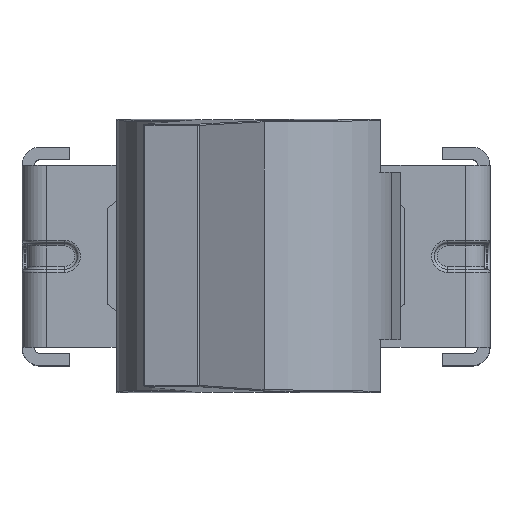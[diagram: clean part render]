
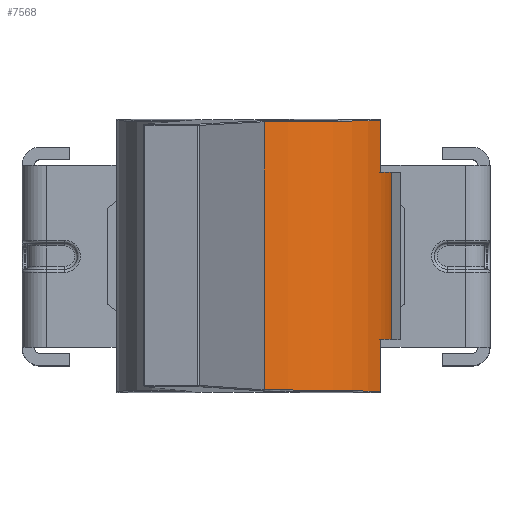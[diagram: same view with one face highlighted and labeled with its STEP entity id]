
A CAD part, top view. The second image highlights one B-rep face of the part: STEP entity #7568.
In plain terms, the highlighted cylindrical face has radius 5.84 mm (diameter 11.68 mm), a partial arc.
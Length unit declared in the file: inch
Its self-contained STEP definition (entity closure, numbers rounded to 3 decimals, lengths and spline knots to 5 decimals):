
#113=ELLIPSE('',#8102,0.22995,0.22992);
#114=ELLIPSE('',#8110,0.22995,0.22992);
#168=CYLINDRICAL_SURFACE('',#8116,0.22992);
#328=CIRCLE('',#8117,0.22992);
#329=CIRCLE('',#8118,0.22992);
#649=FACE_OUTER_BOUND('',#1118,.T.);
#1118=EDGE_LOOP('',(#5283,#5284,#5285,#5286,#5287,#5288,#5289,#5290,#5291,
#5292));
#1611=LINE('',#11643,#2402);
#1625=LINE('',#11744,#2416);
#1631=LINE('',#11800,#2422);
#1634=LINE('',#11805,#2425);
#1635=LINE('',#11808,#2426);
#1636=LINE('',#11812,#2427);
#2402=VECTOR('',#9114,0.3937);
#2416=VECTOR('',#9144,0.3937);
#2422=VECTOR('',#9162,0.3937);
#2425=VECTOR('',#9167,0.3937);
#2426=VECTOR('',#9170,0.3937);
#2427=VECTOR('',#9173,0.3937);
#3212=VERTEX_POINT('',#11640);
#3213=VERTEX_POINT('',#11642);
#3214=VERTEX_POINT('',#11685);
#3217=VERTEX_POINT('',#11723);
#3219=VERTEX_POINT('',#11727);
#3222=VERTEX_POINT('',#11776);
#3225=VERTEX_POINT('',#11799);
#3227=VERTEX_POINT('',#11807);
#3228=VERTEX_POINT('',#11809);
#3229=VERTEX_POINT('',#11811);
#3959=EDGE_CURVE('',#3212,#3213,#1611,.T.);
#3963=EDGE_CURVE('',#3213,#3214,#113,.T.);
#3978=EDGE_CURVE('',#3219,#3217,#1625,.T.);
#3983=EDGE_CURVE('',#3222,#3219,#114,.T.);
#3988=EDGE_CURVE('',#3225,#3214,#1631,.T.);
#3991=EDGE_CURVE('',#3217,#3212,#1634,.T.);
#3992=EDGE_CURVE('',#3222,#3227,#1635,.T.);
#3993=EDGE_CURVE('',#3227,#3228,#328,.T.);
#3994=EDGE_CURVE('',#3228,#3229,#1636,.T.);
#3995=EDGE_CURVE('',#3229,#3225,#329,.T.);
#5283=ORIENTED_EDGE('',*,*,#3963,.F.);
#5284=ORIENTED_EDGE('',*,*,#3959,.F.);
#5285=ORIENTED_EDGE('',*,*,#3991,.F.);
#5286=ORIENTED_EDGE('',*,*,#3978,.F.);
#5287=ORIENTED_EDGE('',*,*,#3983,.F.);
#5288=ORIENTED_EDGE('',*,*,#3992,.T.);
#5289=ORIENTED_EDGE('',*,*,#3993,.T.);
#5290=ORIENTED_EDGE('',*,*,#3994,.T.);
#5291=ORIENTED_EDGE('',*,*,#3995,.T.);
#5292=ORIENTED_EDGE('',*,*,#3988,.T.);
#7568=ADVANCED_FACE('',(#649),#168,.T.);
#8102=AXIS2_PLACEMENT_3D('',#11704,#9117,#9118);
#8110=AXIS2_PLACEMENT_3D('',#11790,#9150,#9151);
#8116=AXIS2_PLACEMENT_3D('',#11806,#9168,#9169);
#8117=AXIS2_PLACEMENT_3D('',#11810,#9171,#9172);
#8118=AXIS2_PLACEMENT_3D('',#11813,#9174,#9175);
#9114=DIRECTION('',(0.,1.,0.));
#9117=DIRECTION('center_axis',(-0.003,1.,0.015));
#9118=DIRECTION('ref_axis',(-0.216,-0.015,0.976));
#9144=DIRECTION('',(0.,1.,0.));
#9150=DIRECTION('center_axis',(-0.003,-1.,
0.015));
#9151=DIRECTION('ref_axis',(-0.216,0.015,0.976));
#9162=DIRECTION('',(0.,1.,0.));
#9167=DIRECTION('',(0.,1.,0.));
#9168=DIRECTION('center_axis',(0.,1.,0.));
#9169=DIRECTION('ref_axis',(0.058,0.,0.998));
#9170=DIRECTION('',(0.,1.,0.));
#9171=DIRECTION('center_axis',(0.,1.,0.));
#9172=DIRECTION('ref_axis',(0.058,0.,0.998));
#9173=DIRECTION('',(0.,1.,0.));
#9174=DIRECTION('center_axis',(0.,-1.,0.));
#9175=DIRECTION('ref_axis',(0.058,0.,0.998));
#11640=CARTESIAN_POINT('',(0.01323,0.22048,0.76025));
#11642=CARTESIAN_POINT('',(0.01323,0.2205,0.76025));
#11643=CARTESIAN_POINT('',(0.01323,-0.225,0.76025));
#11685=CARTESIAN_POINT('',(0.20527,0.22304,0.63429));
#11704=CARTESIAN_POINT('Origin',(0.,0.22391,
0.53071));
#11723=CARTESIAN_POINT('',(0.01323,-0.22048,0.76025));
#11727=CARTESIAN_POINT('',(0.01323,-0.2205,0.76025));
#11744=CARTESIAN_POINT('',(0.01323,-0.225,0.76025));
#11776=CARTESIAN_POINT('',(0.20527,-0.22304,0.63429));
#11790=CARTESIAN_POINT('Origin',(0.,-0.22391,
0.53071));
#11799=CARTESIAN_POINT('',(0.20527,0.1374,0.63429));
#11800=CARTESIAN_POINT('',(0.20527,-0.225,0.63429));
#11805=CARTESIAN_POINT('',(0.01323,-0.225,0.76025));
#11806=CARTESIAN_POINT('Origin',(0.,-0.225,
0.53071));
#11807=CARTESIAN_POINT('',(0.20527,-0.1374,0.63429));
#11808=CARTESIAN_POINT('',(0.20527,-0.225,0.63429));
#11809=CARTESIAN_POINT('',(0.22296,-0.1374,0.58686));
#11810=CARTESIAN_POINT('Origin',(0.,-0.1374,
0.53071));
#11811=CARTESIAN_POINT('',(0.22296,0.1374,0.58686));
#11812=CARTESIAN_POINT('',(0.22296,-0.225,0.58686));
#11813=CARTESIAN_POINT('Origin',(0.,0.1374,
0.53071));
